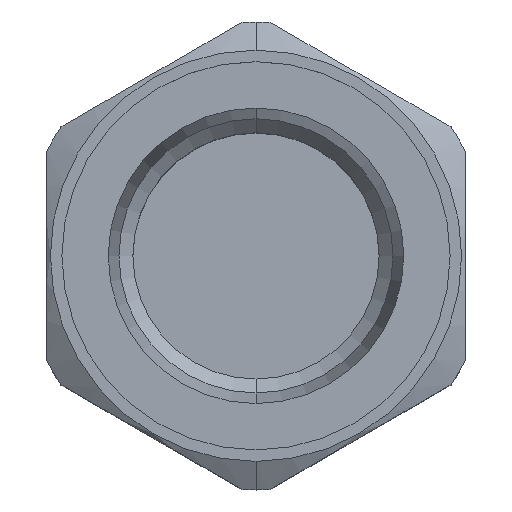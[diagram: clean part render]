
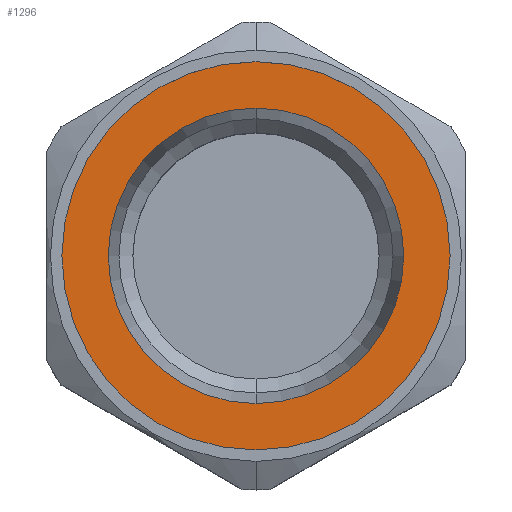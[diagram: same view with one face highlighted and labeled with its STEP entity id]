
A CAD part, top view. The second image highlights one B-rep face of the part: STEP entity #1296.
In plain terms, the highlighted planar face has unit normal (0, 0, 1).
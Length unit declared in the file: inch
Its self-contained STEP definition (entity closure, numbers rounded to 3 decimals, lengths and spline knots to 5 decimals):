
#19=CARTESIAN_POINT('',(0.,0.,2.293));
#20=DIRECTION('',(0.,0.,-1.));
#21=DIRECTION('',(0.,-1.,0.));
#22=AXIS2_PLACEMENT_3D('',#19,#20,#21);
#24=CARTESIAN_POINT('',(0.,0.,2.293));
#25=DIRECTION('',(0.,0.,1.));
#26=DIRECTION('',(0.,-1.,0.));
#27=AXIS2_PLACEMENT_3D('',#24,#25,#26);
#29=CARTESIAN_POINT('',(0.,0.,2.293));
#30=DIRECTION('',(0.,0.,1.));
#31=DIRECTION('',(0.,-1.,0.));
#32=AXIS2_PLACEMENT_3D('',#29,#30,#31);
#974=CARTESIAN_POINT('',(0.,0.,2.293));
#975=DIRECTION('',(0.,0.,-1.));
#976=DIRECTION('',(0.,-1.,0.));
#977=AXIS2_PLACEMENT_3D('',#974,#975,#976);
#1177=CARTESIAN_POINT('',(0.,-0.309,2.293));
#1178=VERTEX_POINT('',#1177);
#1185=CARTESIAN_POINT('',(0.,0.309,2.293));
#1186=VERTEX_POINT('',#1185);
#1187=CARTESIAN_POINT('',(0.,-0.406,2.293));
#1188=CARTESIAN_POINT('',(0.,0.406,2.293));
#1189=VERTEX_POINT('',#1187);
#1190=VERTEX_POINT('',#1188);
#1281=CARTESIAN_POINT('',(0.,0.,2.293));
#1282=DIRECTION('',(0.,0.,1.));
#1283=DIRECTION('',(0.,-1.,0.));
#1284=AXIS2_PLACEMENT_3D('',#1281,#1282,#1283);
#1285=PLANE('',#1284);
#1287=ORIENTED_EDGE('',*,*,#1286,.F.);
#1289=ORIENTED_EDGE('',*,*,#1288,.T.);
#1290=EDGE_LOOP('',(#1287,#1289));
#1291=FACE_OUTER_BOUND('',#1290,.F.);
#1292=ORIENTED_EDGE('',*,*,#1273,.F.);
#1293=ORIENTED_EDGE('',*,*,#1262,.T.);
#1294=EDGE_LOOP('',(#1292,#1293));
#1295=FACE_BOUND('',#1294,.F.);
#1296=ADVANCED_FACE('',(#1291,#1295),#1285,.T.);
#23=CIRCLE('',#22,0.309);
#28=CIRCLE('',#27,0.309);
#33=CIRCLE('',#32,0.406);
#978=CIRCLE('',#977,0.406);
#1262=EDGE_CURVE('',#1178,#1186,#28,.T.);
#1273=EDGE_CURVE('',#1178,#1186,#23,.T.);
#1286=EDGE_CURVE('',#1189,#1190,#33,.T.);
#1288=EDGE_CURVE('',#1189,#1190,#978,.T.);
